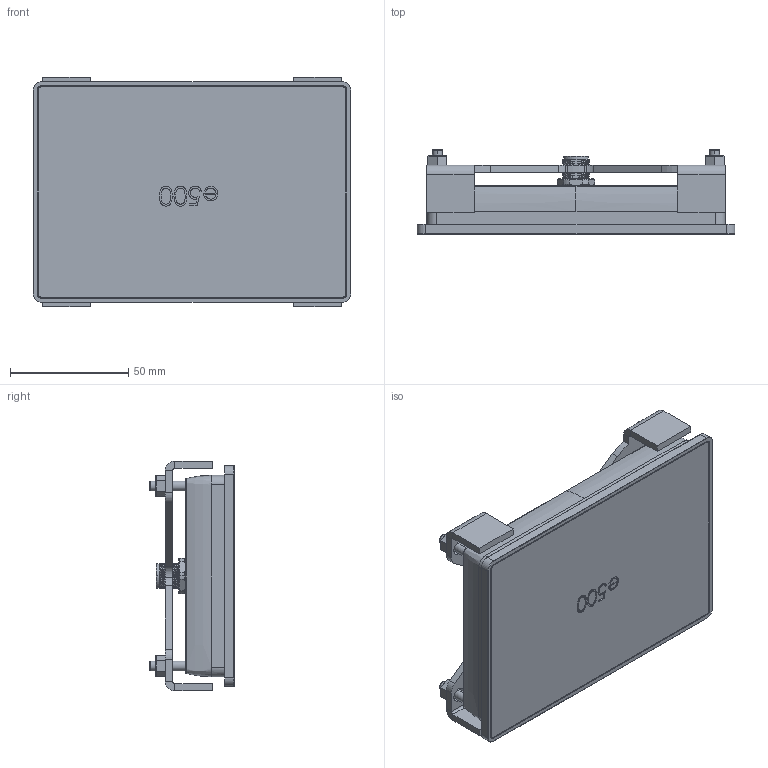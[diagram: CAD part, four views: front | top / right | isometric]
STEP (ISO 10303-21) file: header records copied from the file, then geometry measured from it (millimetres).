
FILE_DESCRIPTION (( 'STEP AP214' ), '1' );
FILE_NAME ('e500_mockup.STEP', '2019-03-21T09:11:22', ( '' ), ( '' ), 'SwSTEP 2.0', 'SolidWorks 2015', '' );
FILE_SCHEMA (( 'AUTOMOTIVE_DESIGN' ));
Length unit declared in the file: millimetre
Products named in the file (2): e500_mockup
Bounding box: 134.2 x 35.5 x 97 mm (x, y, z)
Volume: 87667.4 mm3; surface area: 81958 mm2
Topology: 4 solids, 6 shells, 870 faces, 2281 edges, 1460 vertices
Faces by surface type: cylinder 381, plane 287, bspline 110, cone 42, torus 30, sphere 20
Entity records: 64538 total; most frequent: CARTESIAN_POINT 36583, ORIENTED_EDGE 4480, DIRECTION 4106, EDGE_CURVE 2240, AXIS2_PLACEMENT_3D 1520, VERTEX_POINT 1440, VECTOR 1066, LINE 1066
